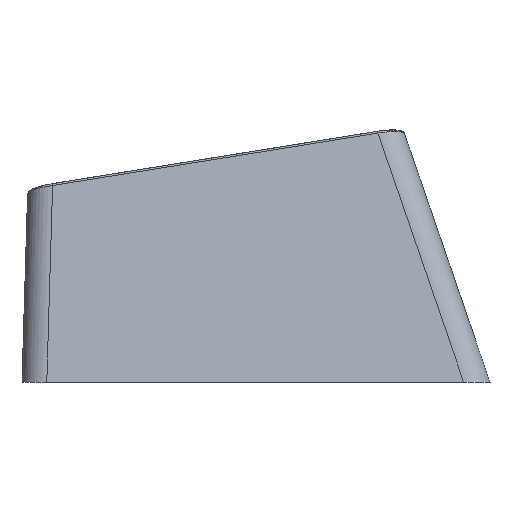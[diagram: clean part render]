
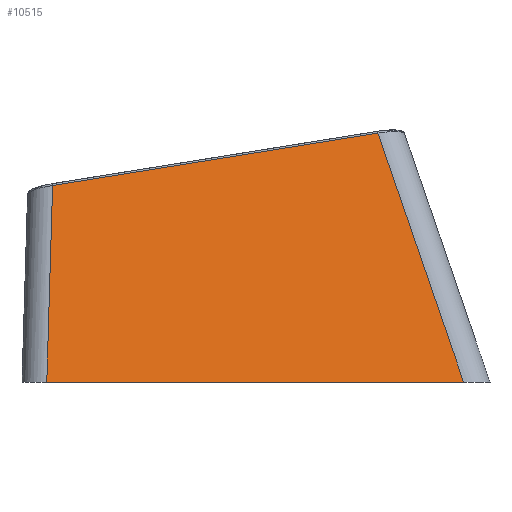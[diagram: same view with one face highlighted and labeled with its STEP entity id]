
A CAD part, front view. The second image highlights one B-rep face of the part: STEP entity #10515.
In plain terms, the highlighted planar face has unit normal (-0.04, -0.968, 0.248).
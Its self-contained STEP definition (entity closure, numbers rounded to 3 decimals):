
#10388=CARTESIAN_POINT('Vertex',(7.988,-8.958,0.)) ;
#10391=CARTESIAN_POINT('Line Origine',(-0.029,-8.628,0.)) ;
#10395=CARTESIAN_POINT('Vertex',(-8.047,-8.298,0.)) ;
#10464=CARTESIAN_POINT('Line Origine',(6.337,-7.665,4.793)) ;
#10468=CARTESIAN_POINT('Vertex',(4.691,-6.374,9.574)) ;
#10492=CARTESIAN_POINT('Axis2P3D Location',(5.569,-6.35,9.809)) ;
#10497=CARTESIAN_POINT('Line Origine',(-1.566,-6.374,8.567)) ;
#10501=CARTESIAN_POINT('Vertex',(-7.822,-6.374,7.56)) ;
#10504=CARTESIAN_POINT('Line Origine',(-7.935,-7.336,3.78)) ;
#10392=DIRECTION('Vector Direction',(-0.999,0.041,0.)) ;
#10465=DIRECTION('Vector Direction',(0.315,-0.247,-0.916)) ;
#10493=DIRECTION('Axis2P3D Direction',(0.04,0.968,-0.248)) ;
#10494=DIRECTION('Axis2P3D XDirection',(0.154,-0.251,-0.956)) ;
#10498=DIRECTION('Vector Direction',(0.987,0.,0.159)) ;
#10505=DIRECTION('Vector Direction',(0.029,0.247,0.969)) ;
#10495=AXIS2_PLACEMENT_3D('Plane Axis2P3D',#10492,#10493,#10494) ;
#10510=ORIENTED_EDGE('',*,*,#10503,.T.) ;
#10511=ORIENTED_EDGE('',*,*,#10508,.F.) ;
#10512=ORIENTED_EDGE('',*,*,#10397,.F.) ;
#10513=ORIENTED_EDGE('',*,*,#10470,.T.) ;
#10393=VECTOR('Line Direction',#10392,1.) ;
#10466=VECTOR('Line Direction',#10465,1.) ;
#10499=VECTOR('Line Direction',#10498,1.) ;
#10506=VECTOR('Line Direction',#10505,1.) ;
#10515=ADVANCED_FACE('PartBody',(#10514),#10496,.F.) ;
#10397=EDGE_CURVE('',#10389,#10396,#10394,.T.) ;
#10470=EDGE_CURVE('',#10389,#10469,#10467,.F.) ;
#10503=EDGE_CURVE('',#10469,#10502,#10500,.F.) ;
#10508=EDGE_CURVE('',#10396,#10502,#10507,.T.) ;
#10509=EDGE_LOOP('',(#10510,#10511,#10512,#10513)) ;
#10514=FACE_OUTER_BOUND('',#10509,.T.) ;
#10394=LINE('Line',#10391,#10393) ;
#10467=LINE('Line',#10464,#10466) ;
#10500=LINE('Line',#10497,#10499) ;
#10507=LINE('Line',#10504,#10506) ;
#10496=PLANE('Plane',#10495) ;
#10389=VERTEX_POINT('',#10388) ;
#10396=VERTEX_POINT('',#10395) ;
#10469=VERTEX_POINT('',#10468) ;
#10502=VERTEX_POINT('',#10501) ;
